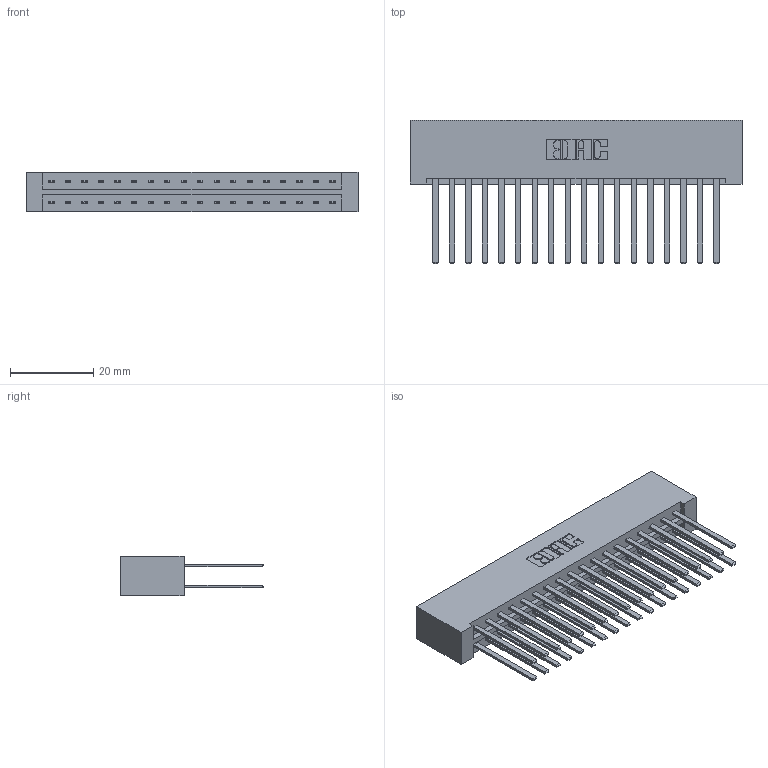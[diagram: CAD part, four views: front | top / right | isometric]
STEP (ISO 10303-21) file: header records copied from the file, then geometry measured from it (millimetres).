
FILE_DESCRIPTION (( 'STEP AP203' ), '1' );
FILE_NAME ('833-036-544-201.STEP', '2020-06-03T03:21:52', ( '' ), ( '' ), 'SwSTEP 2.0', 'SolidWorks 2020', '' );
FILE_SCHEMA (( 'CONFIG_CONTROL_DESIGN' ));
Length unit declared in the file: inch
Products named in the file (3): 345-292-001_345-293-144; 833 Part_Lugless; 833-036-544-201
Assembly tree (37 placements, depth 2):
  833-036-544-201
    833 Part_Lugless
    345-292-001_345-293-144  x36
Bounding box: 79.58 x 34.3 x 9.4 mm (x, y, z)
Volume: 9036.9 mm3; surface area: 12075.2 mm2
Topology: 37 solids, 37 shells, 1762 faces, 5219 edges, 3430 vertices
Faces by surface type: plane 1218, cylinder 544
Entity records: 14223 total; most frequent: CARTESIAN_POINT 2382, ORIENTED_EDGE 2318, DIRECTION 2067, EDGE_CURVE 1159, VECTOR 1043, LINE 1043, VERTEX_POINT 770, AXIS2_PLACEMENT_3D 512
